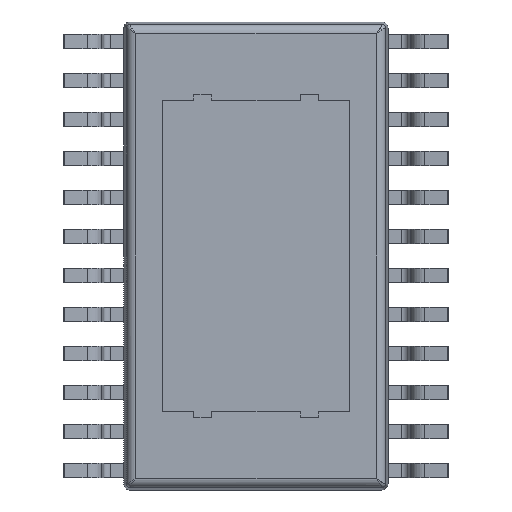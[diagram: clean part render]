
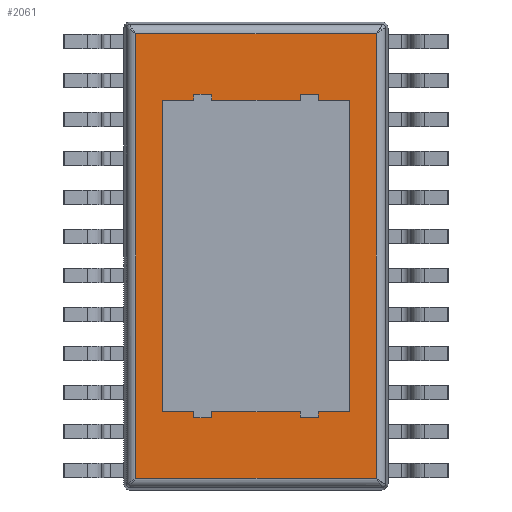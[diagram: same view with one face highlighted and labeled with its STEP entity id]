
A CAD part, front view. The second image highlights one B-rep face of the part: STEP entity #2061.
In plain terms, the highlighted planar face has unit normal (0, -1, 0).
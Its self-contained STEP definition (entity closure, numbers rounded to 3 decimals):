
#135 = CARTESIAN_POINT ( 'NONE',  ( 1.562, 0.15, 2.593 ) ) ;
#321 = VECTOR ( 'NONE', #692, 1000. ) ;
#359 = AXIS2_PLACEMENT_3D ( 'NONE', #2696, #11807, #2749 ) ;
#649 = CARTESIAN_POINT ( 'NONE',  ( 2.006, 0.15, 3.706 ) ) ;
#692 = DIRECTION ( 'NONE',  ( 0., 0., -1. ) ) ;
#735 = EDGE_CURVE ( 'NONE', #11408, #3164, #5013, .T. ) ;
#794 = CARTESIAN_POINT ( 'NONE',  ( -2.006, 0.15, -3.8 ) ) ;
#1006 = LINE ( 'NONE', #13877, #3715 ) ;
#1073 = ORIENTED_EDGE ( 'NONE', *, *, #11551, .F. ) ;
#1302 = VECTOR ( 'NONE', #13015, 1000. ) ;
#1362 = VECTOR ( 'NONE', #7163, 1000. ) ;
#1766 = ORIENTED_EDGE ( 'NONE', *, *, #6351, .F. ) ;
#1981 = EDGE_CURVE ( 'NONE', #13226, #10078, #6905, .T. ) ;
#2061 = ADVANCED_FACE ( 'NONE', ( #5324, #14367 ), #14251, .T. ) ;
#2430 = VECTOR ( 'NONE', #12641, 1000. ) ;
#2696 = CARTESIAN_POINT ( 'NONE',  ( 2.1, 0.15, -3.8 ) ) ;
#2743 = CARTESIAN_POINT ( 'NONE',  ( -2.006, 0.15, 3.706 ) ) ;
#2749 = DIRECTION ( 'NONE',  ( 0., 0., -1. ) ) ;
#2856 = VERTEX_POINT ( 'NONE', #12413 ) ;
#2887 = CARTESIAN_POINT ( 'NONE',  ( 1.562, 0.15, -2.593 ) ) ;
#2911 = EDGE_LOOP ( 'NONE', ( #4164, #10123, #10061, #4866 ) ) ;
#3160 = DIRECTION ( 'NONE',  ( 0., 0., -1. ) ) ;
#3164 = VERTEX_POINT ( 'NONE', #2743 ) ;
#3308 = DIRECTION ( 'NONE',  ( 0., 0., 1. ) ) ;
#3715 = VECTOR ( 'NONE', #4752, 1000. ) ;
#4164 = ORIENTED_EDGE ( 'NONE', *, *, #11980, .T. ) ;
#4513 = ORIENTED_EDGE ( 'NONE', *, *, #1981, .F. ) ;
#4752 = DIRECTION ( 'NONE',  ( 1., 0., 0. ) ) ;
#4866 = ORIENTED_EDGE ( 'NONE', *, *, #10314, .T. ) ;
#5013 = LINE ( 'NONE', #8112, #8365 ) ;
#5324 = FACE_BOUND ( 'NONE', #7299, .T. ) ;
#5490 = LINE ( 'NONE', #11172, #6710 ) ;
#5829 = LINE ( 'NONE', #8157, #2430 ) ;
#5915 = CARTESIAN_POINT ( 'NONE',  ( -1.563, 0.15, 2.593 ) ) ;
#5981 = CARTESIAN_POINT ( 'NONE',  ( -1.563, 0.15, 2.593 ) ) ;
#6351 = EDGE_CURVE ( 'NONE', #13837, #12681, #1006, .T. ) ;
#6710 = VECTOR ( 'NONE', #3308, 1000. ) ;
#6758 = EDGE_CURVE ( 'NONE', #12681, #13226, #5490, .T. ) ;
#6905 = LINE ( 'NONE', #5981, #1362 ) ;
#7163 = DIRECTION ( 'NONE',  ( -1., 0., 0. ) ) ;
#7230 = EDGE_CURVE ( 'NONE', #2856, #11408, #5829, .T. ) ;
#7299 = EDGE_LOOP ( 'NONE', ( #7696, #1766, #1073, #4513 ) ) ;
#7564 = VERTEX_POINT ( 'NONE', #13383 ) ;
#7696 = ORIENTED_EDGE ( 'NONE', *, *, #6758, .F. ) ;
#8112 = CARTESIAN_POINT ( 'NONE',  ( -2.1, 0.15, 3.706 ) ) ;
#8157 = CARTESIAN_POINT ( 'NONE',  ( 2.006, 0.15, 3.8 ) ) ;
#8365 = VECTOR ( 'NONE', #9345, 1000. ) ;
#8622 = LINE ( 'NONE', #10775, #1302 ) ;
#8790 = CARTESIAN_POINT ( 'NONE',  ( -1.563, 0.15, -2.593 ) ) ;
#8989 = LINE ( 'NONE', #8790, #10943 ) ;
#9345 = DIRECTION ( 'NONE',  ( -1., 0., 0. ) ) ;
#9377 = CARTESIAN_POINT ( 'NONE',  ( -1.563, 0.15, -2.593 ) ) ;
#10061 = ORIENTED_EDGE ( 'NONE', *, *, #735, .T. ) ;
#10078 = VERTEX_POINT ( 'NONE', #5915 ) ;
#10123 = ORIENTED_EDGE ( 'NONE', *, *, #7230, .T. ) ;
#10314 = EDGE_CURVE ( 'NONE', #3164, #7564, #12787, .T. ) ;
#10775 = CARTESIAN_POINT ( 'NONE',  ( 2.1, 0.15, -3.706 ) ) ;
#10943 = VECTOR ( 'NONE', #3160, 1000. ) ;
#11172 = CARTESIAN_POINT ( 'NONE',  ( 1.562, 0.15, -2.593 ) ) ;
#11408 = VERTEX_POINT ( 'NONE', #649 ) ;
#11551 = EDGE_CURVE ( 'NONE', #10078, #13837, #8989, .T. ) ;
#11807 = DIRECTION ( 'NONE',  ( 0., -1., 0. ) ) ;
#11980 = EDGE_CURVE ( 'NONE', #7564, #2856, #8622, .T. ) ;
#12413 = CARTESIAN_POINT ( 'NONE',  ( 2.006, 0.15, -3.706 ) ) ;
#12641 = DIRECTION ( 'NONE',  ( 0., 0., 1. ) ) ;
#12681 = VERTEX_POINT ( 'NONE', #2887 ) ;
#12787 = LINE ( 'NONE', #794, #321 ) ;
#13015 = DIRECTION ( 'NONE',  ( 1., 0., 0. ) ) ;
#13226 = VERTEX_POINT ( 'NONE', #135 ) ;
#13383 = CARTESIAN_POINT ( 'NONE',  ( -2.006, 0.15, -3.706 ) ) ;
#13837 = VERTEX_POINT ( 'NONE', #9377 ) ;
#13877 = CARTESIAN_POINT ( 'NONE',  ( -1.563, 0.15, -2.593 ) ) ;
#14251 = PLANE ( 'NONE',  #359 ) ;
#14367 = FACE_OUTER_BOUND ( 'NONE', #2911, .T. ) ;
